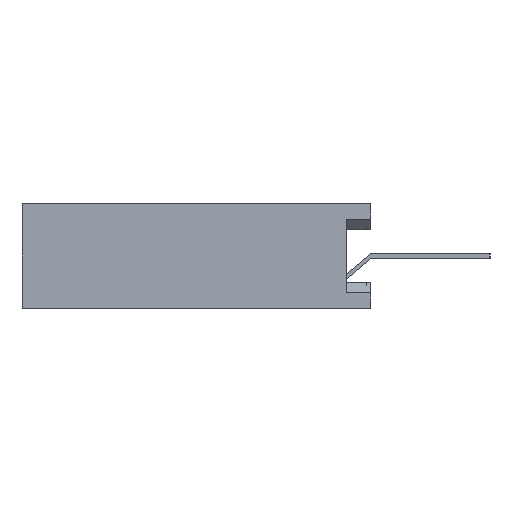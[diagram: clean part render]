
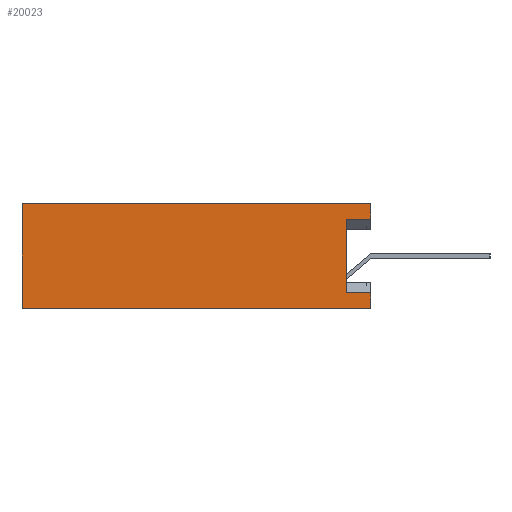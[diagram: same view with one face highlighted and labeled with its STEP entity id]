
A CAD part, left-side view. The second image highlights one B-rep face of the part: STEP entity #20023.
In plain terms, the highlighted planar face has unit normal (-1, 0, 0).
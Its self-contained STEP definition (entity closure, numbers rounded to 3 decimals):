
#17=DIRECTION('',(0.,-1.,0.));
#18=VECTOR('',#17,8.5);
#19=CARTESIAN_POINT('',(-31.75,4.25,-1.27));
#20=LINE('',#19,#18);
#837=DIRECTION('',(0.,0.,1.));
#838=VECTOR('',#837,0.37);
#839=CARTESIAN_POINT('',(-31.75,-4.25,-1.27));
#840=LINE('',#839,#838);
#853=DIRECTION('',(0.,0.,1.));
#854=VECTOR('',#853,0.37);
#855=CARTESIAN_POINT('',(-31.75,-4.25,0.9));
#856=LINE('',#855,#854);
#1469=DIRECTION('',(0.,0.,1.));
#1470=VECTOR('',#1469,2.54);
#1471=CARTESIAN_POINT('',(-31.75,4.25,-1.27));
#1472=LINE('',#1471,#1470);
#1473=DIRECTION('',(0.,1.,0.));
#1474=VECTOR('',#1473,0.6);
#1475=CARTESIAN_POINT('',(-31.75,-4.25,0.9));
#1476=LINE('',#1475,#1474);
#1477=DIRECTION('',(0.,0.,1.));
#1478=VECTOR('',#1477,1.8);
#1479=CARTESIAN_POINT('',(-31.75,-3.65,-0.9));
#1480=LINE('',#1479,#1478);
#1481=DIRECTION('',(0.,1.,0.));
#1482=VECTOR('',#1481,0.6);
#1483=CARTESIAN_POINT('',(-31.75,-4.25,-0.9));
#1484=LINE('',#1483,#1482);
#2565=DIRECTION('',(0.,-1.,0.));
#2566=VECTOR('',#2565,8.5);
#2567=CARTESIAN_POINT('',(-31.75,4.25,1.27));
#2568=LINE('',#2567,#2566);
#13749=CARTESIAN_POINT('',(-31.75,4.25,-1.27));
#13750=CARTESIAN_POINT('',(-31.75,-4.25,-1.27));
#13751=VERTEX_POINT('',#13749);
#13752=VERTEX_POINT('',#13750);
#13757=CARTESIAN_POINT('',(-31.75,4.25,1.27));
#13758=CARTESIAN_POINT('',(-31.75,-4.25,1.27));
#13759=VERTEX_POINT('',#13757);
#13760=VERTEX_POINT('',#13758);
#13885=CARTESIAN_POINT('',(-31.75,-4.25,-0.9));
#13886=VERTEX_POINT('',#13885);
#13887=CARTESIAN_POINT('',(-31.75,-4.25,0.9));
#13888=VERTEX_POINT('',#13887);
#13901=CARTESIAN_POINT('',(-31.75,-3.65,-0.9));
#13902=CARTESIAN_POINT('',(-31.75,-3.65,0.9));
#13903=VERTEX_POINT('',#13901);
#13904=VERTEX_POINT('',#13902);
#20003=CARTESIAN_POINT('',(-31.75,4.25,-1.27));
#20004=DIRECTION('',(-1.,0.,0.));
#20005=DIRECTION('',(0.,-1.,0.));
#20006=AXIS2_PLACEMENT_3D('',#20003,#20004,#20005);
#20007=PLANE('',#20006);
#20008=ORIENTED_EDGE('',*,*,#19222,.F.);
#20009=ORIENTED_EDGE('',*,*,#18210,.F.);
#20011=ORIENTED_EDGE('',*,*,#20010,.T.);
#20013=ORIENTED_EDGE('',*,*,#20012,.T.);
#20014=ORIENTED_EDGE('',*,*,#19238,.F.);
#20016=ORIENTED_EDGE('',*,*,#20015,.T.);
#20018=ORIENTED_EDGE('',*,*,#20017,.F.);
#20020=ORIENTED_EDGE('',*,*,#20019,.F.);
#20021=EDGE_LOOP('',(#20008,#20009,#20011,#20013,#20014,#20016,#20018,#20020));
#20022=FACE_OUTER_BOUND('',#20021,.F.);
#20023=ADVANCED_FACE('',(#20022),#20007,.T.);
#18210=EDGE_CURVE('',#13751,#13752,#20,.T.);
#19222=EDGE_CURVE('',#13752,#13886,#840,.T.);
#19238=EDGE_CURVE('',#13888,#13760,#856,.T.);
#20010=EDGE_CURVE('',#13751,#13759,#1472,.T.);
#20012=EDGE_CURVE('',#13759,#13760,#2568,.T.);
#20015=EDGE_CURVE('',#13888,#13904,#1476,.T.);
#20017=EDGE_CURVE('',#13903,#13904,#1480,.T.);
#20019=EDGE_CURVE('',#13886,#13903,#1484,.T.);
